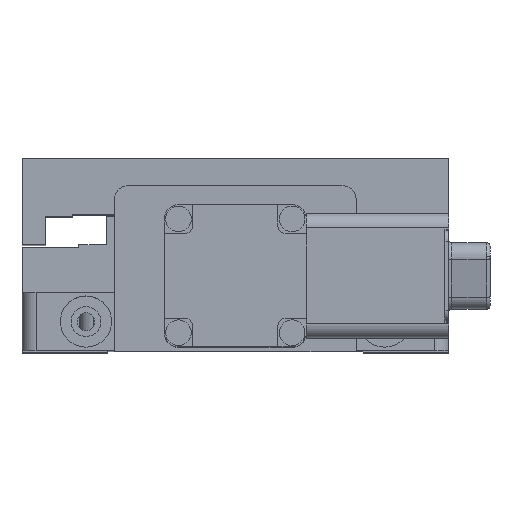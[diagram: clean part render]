
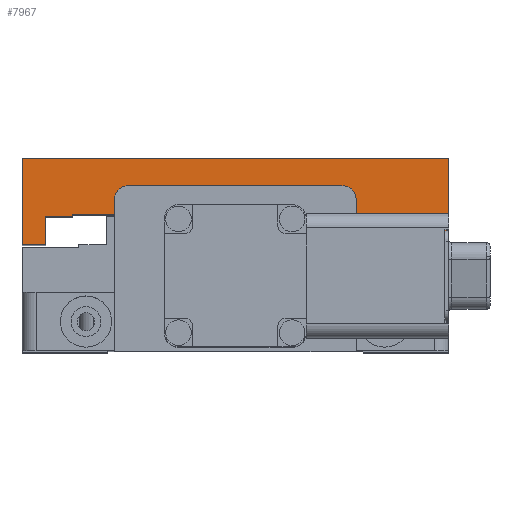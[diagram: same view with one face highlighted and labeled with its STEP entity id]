
A CAD part, top view. The second image highlights one B-rep face of the part: STEP entity #7967.
In plain terms, the highlighted planar face has unit normal (0, 0, 1).
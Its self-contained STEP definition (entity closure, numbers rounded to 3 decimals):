
#146 = CARTESIAN_POINT ( 'NONE',  ( 27.408, 14.102, 92.5 ) ) ;
#611 = VECTOR ( 'NONE', #11085, 1000. ) ;
#1063 = ORIENTED_EDGE ( 'NONE', *, *, #13727, .T. ) ;
#1117 = DIRECTION ( 'NONE',  ( 0., 1., 0. ) ) ;
#1744 = DIRECTION ( 'NONE',  ( 0., 0., 1. ) ) ;
#1911 = ORIENTED_EDGE ( 'NONE', *, *, #3448, .T. ) ;
#2375 = ORIENTED_EDGE ( 'NONE', *, *, #2558, .T. ) ;
#2558 = EDGE_CURVE ( 'NONE', #9732, #20821, #19164, .T. ) ;
#2689 = LINE ( 'NONE', #12239, #17332 ) ;
#3448 = EDGE_CURVE ( 'NONE', #18763, #8909, #5301, .T. ) ;
#3625 = EDGE_CURVE ( 'NONE', #22027, #9732, #14419, .T. ) ;
#3659 = VECTOR ( 'NONE', #10159, 1000. ) ;
#4043 = FACE_OUTER_BOUND ( 'NONE', #12498, .T. ) ;
#4326 = CARTESIAN_POINT ( 'NONE',  ( 24.058, 2.002, 92.5 ) ) ;
#4756 = VERTEX_POINT ( 'NONE', #14728 ) ;
#4940 = VERTEX_POINT ( 'NONE', #22247 ) ;
#5059 = EDGE_CURVE ( 'NONE', #22761, #4756, #16572, .T. ) ;
#5070 = EDGE_CURVE ( 'NONE', #4756, #11158, #11851, .T. ) ;
#5132 = DIRECTION ( 'NONE',  ( 1., 0., 0. ) ) ;
#5301 = LINE ( 'NONE', #14787, #611 ) ;
#5407 = DIRECTION ( 'NONE',  ( 1., 0., 0. ) ) ;
#5676 = EDGE_CURVE ( 'NONE', #19291, #20672, #22373, .T. ) ;
#5805 = VERTEX_POINT ( 'NONE', #18178 ) ;
#6110 = EDGE_CURVE ( 'NONE', #5805, #22027, #2689, .T. ) ;
#6245 = ORIENTED_EDGE ( 'NONE', *, *, #17791, .T. ) ;
#6276 = VECTOR ( 'NONE', #21811, 1000. ) ;
#6927 = DIRECTION ( 'NONE',  ( 0., -1., 0. ) ) ;
#7206 = EDGE_CURVE ( 'NONE', #4940, #5805, #15668, .T. ) ;
#7967 = ADVANCED_FACE ( 'NONE', ( #4043 ), #14017, .T. ) ;
#8909 = VERTEX_POINT ( 'NONE', #17373 ) ;
#9039 = DIRECTION ( 'NONE',  ( 0., 1., 0. ) ) ;
#9549 = ORIENTED_EDGE ( 'NONE', *, *, #5059, .T. ) ;
#9732 = VERTEX_POINT ( 'NONE', #22079 ) ;
#9746 = CARTESIAN_POINT ( 'NONE',  ( -29.242, 2.002, 92.5 ) ) ;
#10159 = DIRECTION ( 'NONE',  ( 1., 0., 0. ) ) ;
#10487 = CARTESIAN_POINT ( 'NONE',  ( -32.592, 14.102, 92.5 ) ) ;
#10531 = CARTESIAN_POINT ( 'NONE',  ( 27.408, 2.002, 92.5 ) ) ;
#10635 = AXIS2_PLACEMENT_3D ( 'NONE', #14174, #1744, #5132 ) ;
#11016 = VECTOR ( 'NONE', #15624, 1000. ) ;
#11033 = CARTESIAN_POINT ( 'NONE',  ( -29.242, 6.002, 92.5 ) ) ;
#11082 = CARTESIAN_POINT ( 'NONE',  ( -29.242, 2.002, 92.5 ) ) ;
#11085 = DIRECTION ( 'NONE',  ( 0., 1., 0. ) ) ;
#11158 = VERTEX_POINT ( 'NONE', #11082 ) ;
#11851 = LINE ( 'NONE', #17494, #22663 ) ;
#11989 = DIRECTION ( 'NONE',  ( 1., 0., 0. ) ) ;
#12221 = CARTESIAN_POINT ( 'NONE',  ( -32.592, 14.102, 92.5 ) ) ;
#12239 = CARTESIAN_POINT ( 'NONE',  ( 20.258, 6.002, 92.5 ) ) ;
#12498 = EDGE_LOOP ( 'NONE', ( #17186, #2375, #16630, #1911, #1063, #9549, #17876, #17290, #20481, #6245, #19744, #20141 ) ) ;
#12734 = CARTESIAN_POINT ( 'NONE',  ( 20.258, 6.302, 92.5 ) ) ;
#13727 = EDGE_CURVE ( 'NONE', #8909, #22761, #20110, .T. ) ;
#13892 = VECTOR ( 'NONE', #9039, 1000. ) ;
#14017 = PLANE ( 'NONE',  #10635 ) ;
#14174 = CARTESIAN_POINT ( 'NONE',  ( -32.592, 6.002, 92.5 ) ) ;
#14287 = DIRECTION ( 'NONE',  ( -1., 0., 0. ) ) ;
#14298 = CARTESIAN_POINT ( 'NONE',  ( 24.058, 6.002, 92.5 ) ) ;
#14419 = LINE ( 'NONE', #14298, #16637 ) ;
#14728 = CARTESIAN_POINT ( 'NONE',  ( -32.592, 2.002, 92.5 ) ) ;
#14787 = CARTESIAN_POINT ( 'NONE',  ( 27.408, 2.002, 92.5 ) ) ;
#15624 = DIRECTION ( 'NONE',  ( 0., -1., 0. ) ) ;
#15668 = LINE ( 'NONE', #12734, #6276 ) ;
#15991 = VECTOR ( 'NONE', #1117, 1000. ) ;
#16572 = LINE ( 'NONE', #12221, #11016 ) ;
#16630 = ORIENTED_EDGE ( 'NONE', *, *, #18120, .T. ) ;
#16637 = VECTOR ( 'NONE', #18878, 1000. ) ;
#16949 = VECTOR ( 'NONE', #17250, 1000. ) ;
#17089 = LINE ( 'NONE', #9746, #15991 ) ;
#17186 = ORIENTED_EDGE ( 'NONE', *, *, #3625, .T. ) ;
#17250 = DIRECTION ( 'NONE',  ( 0., -1., 0. ) ) ;
#17290 = ORIENTED_EDGE ( 'NONE', *, *, #20295, .T. ) ;
#17319 = CARTESIAN_POINT ( 'NONE',  ( -29.242, 6.002, 92.5 ) ) ;
#17332 = VECTOR ( 'NONE', #6927, 1000. ) ;
#17373 = CARTESIAN_POINT ( 'NONE',  ( 27.408, 14.102, 92.5 ) ) ;
#17490 = CARTESIAN_POINT ( 'NONE',  ( 24.058, 2.002, 92.5 ) ) ;
#17494 = CARTESIAN_POINT ( 'NONE',  ( -29.242, 2.002, 92.5 ) ) ;
#17791 = EDGE_CURVE ( 'NONE', #20672, #4940, #20301, .T. ) ;
#17876 = ORIENTED_EDGE ( 'NONE', *, *, #5070, .T. ) ;
#18036 = CARTESIAN_POINT ( 'NONE',  ( -25.442, 6.002, 92.5 ) ) ;
#18120 = EDGE_CURVE ( 'NONE', #20821, #18763, #20281, .T. ) ;
#18178 = CARTESIAN_POINT ( 'NONE',  ( 20.258, 6.302, 92.5 ) ) ;
#18184 = VECTOR ( 'NONE', #14287, 1000. ) ;
#18763 = VERTEX_POINT ( 'NONE', #10531 ) ;
#18878 = DIRECTION ( 'NONE',  ( 1., 0., 0. ) ) ;
#18911 = CARTESIAN_POINT ( 'NONE',  ( 20.258, 6.002, 92.5 ) ) ;
#18945 = CARTESIAN_POINT ( 'NONE',  ( 24.058, 2.002, 92.5 ) ) ;
#19164 = LINE ( 'NONE', #17490, #16949 ) ;
#19291 = VERTEX_POINT ( 'NONE', #17319 ) ;
#19744 = ORIENTED_EDGE ( 'NONE', *, *, #7206, .T. ) ;
#20110 = LINE ( 'NONE', #146, #18184 ) ;
#20141 = ORIENTED_EDGE ( 'NONE', *, *, #6110, .T. ) ;
#20281 = LINE ( 'NONE', #18945, #3659 ) ;
#20295 = EDGE_CURVE ( 'NONE', #11158, #19291, #17089, .T. ) ;
#20301 = LINE ( 'NONE', #21287, #13892 ) ;
#20481 = ORIENTED_EDGE ( 'NONE', *, *, #5676, .T. ) ;
#20672 = VERTEX_POINT ( 'NONE', #18036 ) ;
#20821 = VERTEX_POINT ( 'NONE', #4326 ) ;
#21262 = VECTOR ( 'NONE', #5407, 1000. ) ;
#21287 = CARTESIAN_POINT ( 'NONE',  ( -25.442, 6.002, 92.5 ) ) ;
#21811 = DIRECTION ( 'NONE',  ( 1., 0., 0. ) ) ;
#22027 = VERTEX_POINT ( 'NONE', #18911 ) ;
#22079 = CARTESIAN_POINT ( 'NONE',  ( 24.058, 6.002, 92.5 ) ) ;
#22247 = CARTESIAN_POINT ( 'NONE',  ( -25.442, 6.302, 92.5 ) ) ;
#22373 = LINE ( 'NONE', #11033, #21262 ) ;
#22663 = VECTOR ( 'NONE', #11989, 1000. ) ;
#22761 = VERTEX_POINT ( 'NONE', #10487 ) ;
